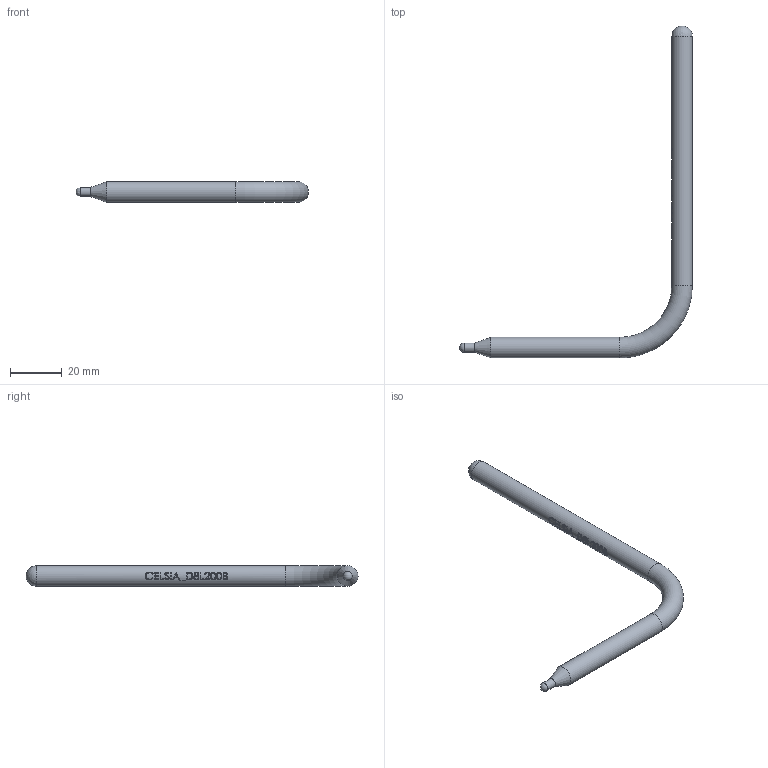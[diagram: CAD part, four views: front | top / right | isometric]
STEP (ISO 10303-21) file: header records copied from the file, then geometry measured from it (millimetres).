
FILE_DESCRIPTION (( 'STEP AP214' ), '1' );
FILE_NAME ('CELSIA_D8L200B.step', '2025-11-20T04:09:14', ( '' ), ( '' ), 'SwSTEP 2.0', 'SolidWorks 2023', '' );
FILE_SCHEMA (( 'AUTOMOTIVE_DESIGN' ));
Length unit declared in the file: millimetre
Products named in the file (1): CELSIA_D8L200B
Bounding box: 89.98 x 128.3 x 8 mm (x, y, z)
Volume: 9600.4 mm3; surface area: 4925.6 mm2
Topology: 1 solids, 1 shells, 178 faces, 466 edges, 308 vertices
Faces by surface type: bspline 93, plane 56, cylinder 25, sphere 2, torus 1, cone 1
Full cylindrical faces by diameter (mm): 3.5 x1, 8 x2
Entity records: 19085 total; most frequent: CARTESIAN_POINT 15544, ORIENTED_EDGE 906, EDGE_CURVE 453, DIRECTION 384, VERTEX_POINT 304, B_SPLINE_CURVE_WITH_KNOTS 291, EDGE_LOOP 205, FACE_OUTER_BOUND 182
